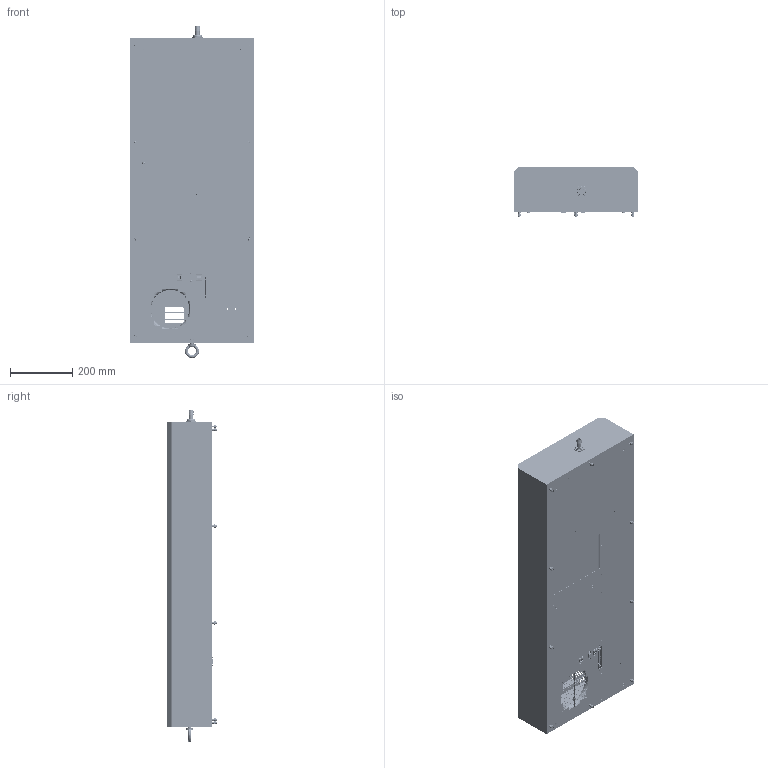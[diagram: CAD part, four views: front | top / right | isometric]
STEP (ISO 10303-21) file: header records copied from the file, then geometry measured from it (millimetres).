
FILE_DESCRIPTION (( 'STEP AP214' ), '1' );
FILE_NAME ('4271SDX.STEP', '2022-08-23T11:15:19', ( '' ), ( '' ), 'SwSTEP 2.0', 'SolidWorks 2021', '' );
FILE_SCHEMA (( 'AUTOMOTIVE_DESIGN' ));
Length unit declared in the file: inch
Products named in the file (1): 4271SDX
Bounding box: 395 x 161 x 1064.7 mm (x, y, z)
Volume: 1296040.9 mm3; surface area: 2483322.1 mm2
Topology: 94 solids, 94 shells, 3969 faces, 11080 edges, 7390 vertices
Faces by surface type: plane 2647, cylinder 994, cone 266, bspline 62
Full cylindrical faces by diameter (mm): 1.5 x9, 2.036 x16, 2.3 x18, 2.5 x2, 2.8 x9, 3 x16, 3.2 x2, 3.242 x6, 3.5 x6, 3.537 x6, 3.6 x1, 3.988 x4, 4 x12, 4.2 x9, 4.3 x31, 4.5 x10, 5 x18, 5.893 x4, 6 x47, 7 x1, 7.298 x2, 8 x496, 8.4 x6, 8.9 x16, 10 x11, 10.2 x16, 11 x1, 15 x1, 20 x1, 22 x1
Entity records: 175940 total; most frequent: CARTESIAN_POINT 26804, DIRECTION 18874, ORIENTED_EDGE 18794, EDGE_CURVE 9397, VERTEX_POINT 6653, AXIS2_PLACEMENT_3D 6424, EDGE_LOOP 6384, VECTOR 6026
